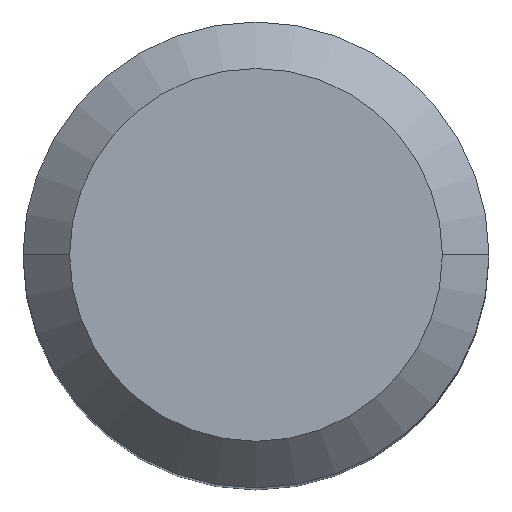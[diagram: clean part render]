
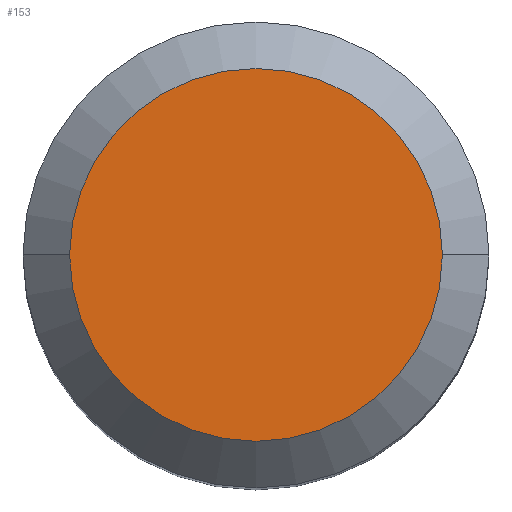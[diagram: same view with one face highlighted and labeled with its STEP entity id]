
A CAD part, top view. The second image highlights one B-rep face of the part: STEP entity #153.
In plain terms, the highlighted planar face has unit normal (0, 0, 1).
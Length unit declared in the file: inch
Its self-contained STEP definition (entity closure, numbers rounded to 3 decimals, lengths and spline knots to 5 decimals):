
#1 = FACE_OUTER_BOUND ( 'NONE', #313, .T. ) ;
#25 = CARTESIAN_POINT ( 'NONE',  ( 0., 0., 0. ) ) ;
#42 = VERTEX_POINT ( 'NONE', #215 ) ;
#56 = DIRECTION ( 'NONE',  ( 0., 0., 1. ) ) ;
#59 = VERTEX_POINT ( 'NONE', #331 ) ;
#60 = AXIS2_PLACEMENT_3D ( 'NONE', #188, #110, #334 ) ;
#83 = DIRECTION ( 'NONE',  ( 0., 0., 1. ) ) ;
#110 = DIRECTION ( 'NONE',  ( 0., 0., -1. ) ) ;
#153 = ADVANCED_FACE ( 'NONE', ( #1 ), #154, .F. ) ;
#154 = PLANE ( 'NONE',  #60 ) ;
#167 = CIRCLE ( 'NONE', #481, 0.28348 ) ;
#170 = DIRECTION ( 'NONE',  ( 1., 0., 0. ) ) ;
#188 = CARTESIAN_POINT ( 'NONE',  ( 0., 0., 0. ) ) ;
#215 = CARTESIAN_POINT ( 'NONE',  ( 0.28348, 0., 0. ) ) ;
#232 = CIRCLE ( 'NONE', #457, 0.28348 ) ;
#242 = ORIENTED_EDGE ( 'NONE', *, *, #425, .T. ) ;
#250 = EDGE_CURVE ( 'NONE', #59, #42, #167, .T. ) ;
#280 = ORIENTED_EDGE ( 'NONE', *, *, #250, .T. ) ;
#313 = EDGE_LOOP ( 'NONE', ( #280, #242 ) ) ;
#331 = CARTESIAN_POINT ( 'NONE',  ( -0.28348, 0., 0. ) ) ;
#334 = DIRECTION ( 'NONE',  ( -1., 0., 0. ) ) ;
#417 = CARTESIAN_POINT ( 'NONE',  ( 0., 0., 0. ) ) ;
#425 = EDGE_CURVE ( 'NONE', #42, #59, #232, .T. ) ;
#436 = DIRECTION ( 'NONE',  ( 1., 0., 0. ) ) ;
#457 = AXIS2_PLACEMENT_3D ( 'NONE', #25, #56, #436 ) ;
#481 = AXIS2_PLACEMENT_3D ( 'NONE', #417, #83, #170 ) ;
